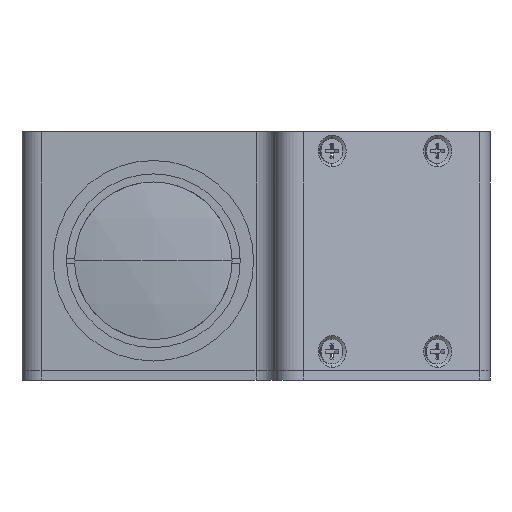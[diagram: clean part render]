
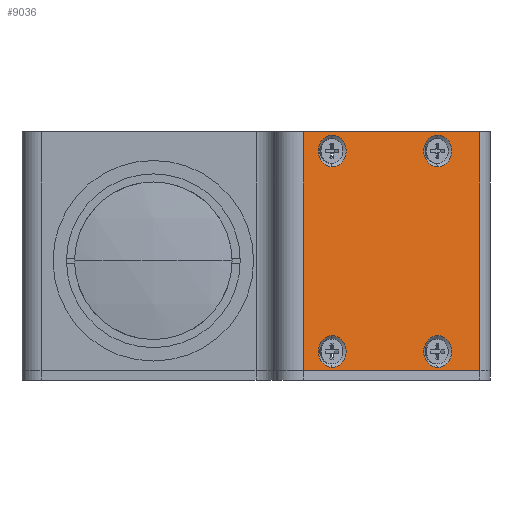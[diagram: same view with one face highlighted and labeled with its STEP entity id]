
A CAD part, left-side view. The second image highlights one B-rep face of the part: STEP entity #9036.
In plain terms, the highlighted planar face has unit normal (-0.883, -0.469, 0).
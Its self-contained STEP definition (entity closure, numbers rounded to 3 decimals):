
#10 = AXIS2_PLACEMENT_3D ( 'NONE', #8280, #10320, #6129 ) ;
#98 = FACE_BOUND ( 'NONE', #857, .T. ) ;
#796 = CARTESIAN_POINT ( 'NONE',  ( 47.824, -37.475, 26.3 ) ) ;
#857 = EDGE_LOOP ( 'NONE', ( #5859, #7201 ) ) ;
#1067 = CARTESIAN_POINT ( 'NONE',  ( 59.561, -59.548, 26.3 ) ) ;
#1150 = VERTEX_POINT ( 'NONE', #1067 ) ;
#1210 = FACE_BOUND ( 'NONE', #5301, .T. ) ;
#1370 = EDGE_CURVE ( 'NONE', #9658, #1150, #3973, .T. ) ;
#1413 = LINE ( 'NONE', #14762, #10871 ) ;
#2243 = CIRCLE ( 'NONE', #9283, 3.3 ) ;
#2260 = ORIENTED_EDGE ( 'NONE', *, *, #5978, .T. ) ;
#2323 = EDGE_CURVE ( 'NONE', #8531, #14254, #11783, .T. ) ;
#2532 = DIRECTION ( 'NONE',  ( -0.883, -0.469, 0. ) ) ;
#2683 = CARTESIAN_POINT ( 'NONE',  ( 54.469, -49.971, 2. ) ) ;
#3076 = ORIENTED_EDGE ( 'NONE', *, *, #15087, .F. ) ;
#3116 = CARTESIAN_POINT ( 'NONE',  ( 47.824, -37.475, 23. ) ) ;
#3263 = AXIS2_PLACEMENT_3D ( 'NONE', #14664, #5237, #12164 ) ;
#3589 = CARTESIAN_POINT ( 'NONE',  ( 44.566, -31.348, 27. ) ) ;
#3633 = FACE_BOUND ( 'NONE', #11090, .T. ) ;
#3837 = DIRECTION ( 'NONE',  ( 0., 0., -1. ) ) ;
#3905 = CARTESIAN_POINT ( 'NONE',  ( 59.561, -59.548, 19.7 ) ) ;
#3911 = CARTESIAN_POINT ( 'NONE',  ( 44.566, -31.348, 2. ) ) ;
#3973 = CIRCLE ( 'NONE', #8265, 3.3 ) ;
#4181 = VECTOR ( 'NONE', #15072, 1000. ) ;
#4538 = LINE ( 'NONE', #8017, #4181 ) ;
#4543 = EDGE_CURVE ( 'NONE', #11371, #6996, #15513, .T. ) ;
#4784 = CARTESIAN_POINT ( 'NONE',  ( 47.824, -37.475, -19. ) ) ;
#4989 = AXIS2_PLACEMENT_3D ( 'NONE', #4784, #7231, #6444 ) ;
#5005 = CIRCLE ( 'NONE', #3263, 3.3 ) ;
#5237 = DIRECTION ( 'NONE',  ( -0.883, -0.469, 0. ) ) ;
#5246 = CARTESIAN_POINT ( 'NONE',  ( 59.561, -59.548, -19. ) ) ;
#5295 = ORIENTED_EDGE ( 'NONE', *, *, #7611, .T. ) ;
#5301 = EDGE_LOOP ( 'NONE', ( #3076, #7807 ) ) ;
#5590 = DIRECTION ( 'NONE',  ( -0.883, -0.469, 0. ) ) ;
#5859 = ORIENTED_EDGE ( 'NONE', *, *, #13751, .F. ) ;
#5886 = AXIS2_PLACEMENT_3D ( 'NONE', #5246, #11379, #7533 ) ;
#5978 = EDGE_CURVE ( 'NONE', #13610, #6996, #1413, .T. ) ;
#6129 = DIRECTION ( 'NONE',  ( 0., 0., 1. ) ) ;
#6269 = EDGE_CURVE ( 'NONE', #14023, #6968, #12745, .T. ) ;
#6444 = DIRECTION ( 'NONE',  ( 0., 0., 1. ) ) ;
#6968 = VERTEX_POINT ( 'NONE', #796 ) ;
#6996 = VERTEX_POINT ( 'NONE', #10328 ) ;
#7178 = FACE_BOUND ( 'NONE', #8146, .T. ) ;
#7201 = ORIENTED_EDGE ( 'NONE', *, *, #8718, .F. ) ;
#7231 = DIRECTION ( 'NONE',  ( -0.883, -0.469, 0. ) ) ;
#7389 = CIRCLE ( 'NONE', #15414, 3.3 ) ;
#7533 = DIRECTION ( 'NONE',  ( 0., 0., 1. ) ) ;
#7535 = ORIENTED_EDGE ( 'NONE', *, *, #11291, .F. ) ;
#7539 = ORIENTED_EDGE ( 'NONE', *, *, #4543, .F. ) ;
#7611 = EDGE_CURVE ( 'NONE', #11371, #14928, #11229, .T. ) ;
#7655 = DIRECTION ( 'NONE',  ( 0., 0., 1. ) ) ;
#7807 = ORIENTED_EDGE ( 'NONE', *, *, #6269, .F. ) ;
#7939 = EDGE_CURVE ( 'NONE', #1150, #9658, #2243, .T. ) ;
#7954 = CARTESIAN_POINT ( 'NONE',  ( 59.561, -59.548, 23. ) ) ;
#8017 = CARTESIAN_POINT ( 'NONE',  ( 67.497, -74.473, -23. ) ) ;
#8146 = EDGE_LOOP ( 'NONE', ( #13070, #12118 ) ) ;
#8265 = AXIS2_PLACEMENT_3D ( 'NONE', #10406, #12766, #7655 ) ;
#8280 = CARTESIAN_POINT ( 'NONE',  ( 47.824, -37.475, -19. ) ) ;
#8531 = VERTEX_POINT ( 'NONE', #10587 ) ;
#8649 = ORIENTED_EDGE ( 'NONE', *, *, #9301, .F. ) ;
#8702 = EDGE_LOOP ( 'NONE', ( #7535, #2260, #7539, #5295 ) ) ;
#8718 = EDGE_CURVE ( 'NONE', #10541, #12479, #5005, .T. ) ;
#9036 = ADVANCED_FACE ( 'NONE', ( #7178, #98, #3633, #1210, #13462 ), #12201, .T. ) ;
#9044 = CARTESIAN_POINT ( 'NONE',  ( 59.561, -59.548, -15.7 ) ) ;
#9047 = VECTOR ( 'NONE', #14341, 1000. ) ;
#9189 = DIRECTION ( 'NONE',  ( -0.883, -0.469, 0. ) ) ;
#9283 = AXIS2_PLACEMENT_3D ( 'NONE', #7954, #5590, #9298 ) ;
#9298 = DIRECTION ( 'NONE',  ( 0., 0., 1. ) ) ;
#9301 = EDGE_CURVE ( 'NONE', #14254, #8531, #10061, .T. ) ;
#9658 = VERTEX_POINT ( 'NONE', #3905 ) ;
#9810 = CARTESIAN_POINT ( 'NONE',  ( 59.561, -59.548, -22.3 ) ) ;
#9977 = DIRECTION ( 'NONE',  ( 0., 0., 1. ) ) ;
#10061 = CIRCLE ( 'NONE', #10, 3.3 ) ;
#10204 = CARTESIAN_POINT ( 'NONE',  ( 44.566, -31.348, -23. ) ) ;
#10259 = VECTOR ( 'NONE', #3837, 1000. ) ;
#10320 = DIRECTION ( 'NONE',  ( -0.883, -0.469, 0. ) ) ;
#10328 = CARTESIAN_POINT ( 'NONE',  ( 64.256, -68.378, 27. ) ) ;
#10406 = CARTESIAN_POINT ( 'NONE',  ( 59.561, -59.548, 23. ) ) ;
#10541 = VERTEX_POINT ( 'NONE', #9810 ) ;
#10587 = CARTESIAN_POINT ( 'NONE',  ( 47.824, -37.475, -22.3 ) ) ;
#10871 = VECTOR ( 'NONE', #9977, 1000. ) ;
#10911 = CIRCLE ( 'NONE', #5886, 3.3 ) ;
#11090 = EDGE_LOOP ( 'NONE', ( #8649, #14983 ) ) ;
#11229 = LINE ( 'NONE', #3911, #10259 ) ;
#11291 = EDGE_CURVE ( 'NONE', #13610, #14928, #4538, .T. ) ;
#11371 = VERTEX_POINT ( 'NONE', #3589 ) ;
#11379 = DIRECTION ( 'NONE',  ( -0.883, -0.469, 0. ) ) ;
#11464 = DIRECTION ( 'NONE',  ( 0., 0., 1. ) ) ;
#11783 = CIRCLE ( 'NONE', #4989, 3.3 ) ;
#11810 = AXIS2_PLACEMENT_3D ( 'NONE', #2683, #2532, #12127 ) ;
#12118 = ORIENTED_EDGE ( 'NONE', *, *, #1370, .F. ) ;
#12127 = DIRECTION ( 'NONE',  ( 0., 0., 1. ) ) ;
#12164 = DIRECTION ( 'NONE',  ( 0., 0., 1. ) ) ;
#12171 = DIRECTION ( 'NONE',  ( -0.883, -0.469, 0. ) ) ;
#12201 = PLANE ( 'NONE',  #11810 ) ;
#12388 = CARTESIAN_POINT ( 'NONE',  ( 47.824, -37.475, -15.7 ) ) ;
#12479 = VERTEX_POINT ( 'NONE', #9044 ) ;
#12745 = CIRCLE ( 'NONE', #14482, 3.3 ) ;
#12766 = DIRECTION ( 'NONE',  ( -0.883, -0.469, 0. ) ) ;
#13070 = ORIENTED_EDGE ( 'NONE', *, *, #7939, .F. ) ;
#13462 = FACE_OUTER_BOUND ( 'NONE', #8702, .T. ) ;
#13610 = VERTEX_POINT ( 'NONE', #14760 ) ;
#13658 = DIRECTION ( 'NONE',  ( 0., 0., 1. ) ) ;
#13751 = EDGE_CURVE ( 'NONE', #12479, #10541, #10911, .T. ) ;
#14023 = VERTEX_POINT ( 'NONE', #14045 ) ;
#14045 = CARTESIAN_POINT ( 'NONE',  ( 47.824, -37.475, 19.7 ) ) ;
#14254 = VERTEX_POINT ( 'NONE', #12388 ) ;
#14341 = DIRECTION ( 'NONE',  ( 0.469, -0.883, 0. ) ) ;
#14482 = AXIS2_PLACEMENT_3D ( 'NONE', #14675, #12171, #13658 ) ;
#14664 = CARTESIAN_POINT ( 'NONE',  ( 59.561, -59.548, -19. ) ) ;
#14675 = CARTESIAN_POINT ( 'NONE',  ( 47.824, -37.475, 23. ) ) ;
#14760 = CARTESIAN_POINT ( 'NONE',  ( 64.256, -68.378, -23. ) ) ;
#14762 = CARTESIAN_POINT ( 'NONE',  ( 64.256, -68.378, 2. ) ) ;
#14928 = VERTEX_POINT ( 'NONE', #10204 ) ;
#14983 = ORIENTED_EDGE ( 'NONE', *, *, #2323, .F. ) ;
#15072 = DIRECTION ( 'NONE',  ( -0.469, 0.883, 0. ) ) ;
#15087 = EDGE_CURVE ( 'NONE', #6968, #14023, #7389, .T. ) ;
#15414 = AXIS2_PLACEMENT_3D ( 'NONE', #3116, #9189, #11464 ) ;
#15441 = CARTESIAN_POINT ( 'NONE',  ( 67.497, -74.473, 27. ) ) ;
#15513 = LINE ( 'NONE', #15441, #9047 ) ;
